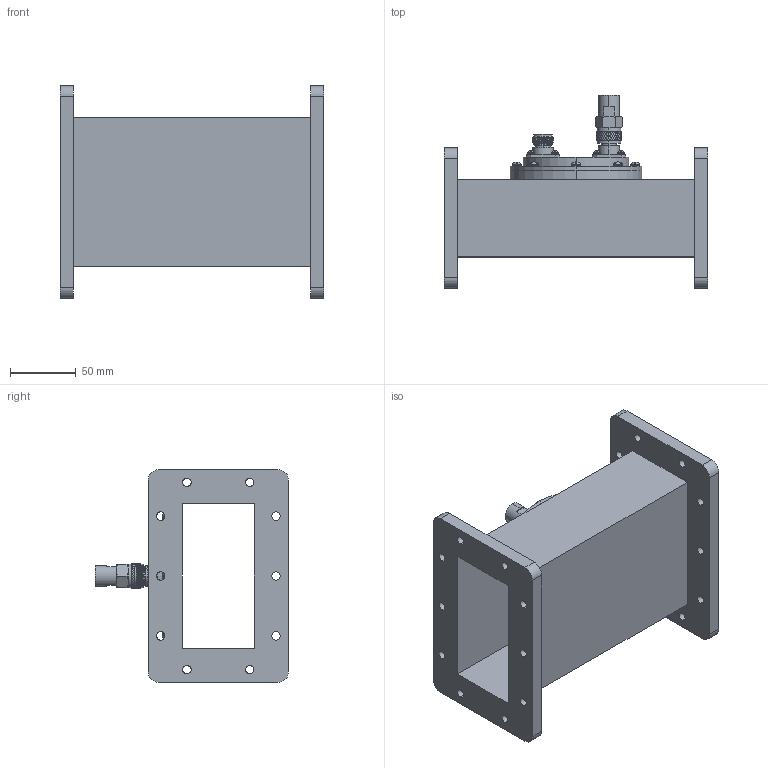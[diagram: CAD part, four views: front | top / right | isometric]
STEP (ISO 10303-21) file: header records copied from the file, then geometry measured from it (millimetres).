
FILE_DESCRIPTION (( 'STEP AP214' ), '1' );
FILE_NAME ('FMWCP1106N-40_3D.step', '2024-05-23T18:04:38', ( '' ), ( '' ), 'SwSTEP 2.0', 'SolidWorks 2022', '' );
FILE_SCHEMA (( 'AUTOMOTIVE_DESIGN' ));
Length unit declared in the file: inch
Products named in the file (9): Panel - PEWCP1105N^FMWCP1106N-40; FMWCP1106N-40-body^FMWCP1106N-40; Washer^FMWCP1106N-40; Coaxial Terminal^FMWCP1106N-40; N female^FMWCP1106N-40_No screws; M4x8mm GOST 17473-80^FMWCP1106N-40; M3x8mm GOST 17473-80^FMWCP1106N-40; FMWCP1106N-40_3D; Washer M4^FMWCP1106N-40
Assembly tree (36 placements, depth 2):
  FMWCP1106N-40_3D
    FMWCP1106N-40-body^FMWCP1106N-40
    Panel - PEWCP1105N^FMWCP1106N-40
    N female^FMWCP1106N-40_No screws
    Coaxial Terminal^FMWCP1106N-40
    M3x8mm GOST 17473-80^FMWCP1106N-40  x8
    Washer^FMWCP1106N-40  x8
    M4x8mm GOST 17473-80^FMWCP1106N-40  x8
    Washer M4^FMWCP1106N-40  x8
Bounding box: 200 x 146.31 x 161.1 mm (x, y, z)
Volume: 467933.5 mm3; surface area: 216440 mm2
Topology: 36 solids, 36 shells, 1692 faces, 3882 edges, 2311 vertices
Faces by surface type: bspline 723, cylinder 543, plane 327, cone 67, torus 32
Entity records: 51100 total; most frequent: CARTESIAN_POINT 28550, ORIENTED_EDGE 5860, EDGE_CURVE 2930, DIRECTION 2615, VERTEX_POINT 1695, EDGE_LOOP 1395, ADVANCED_FACE 1286, FACE_OUTER_BOUND 1286
